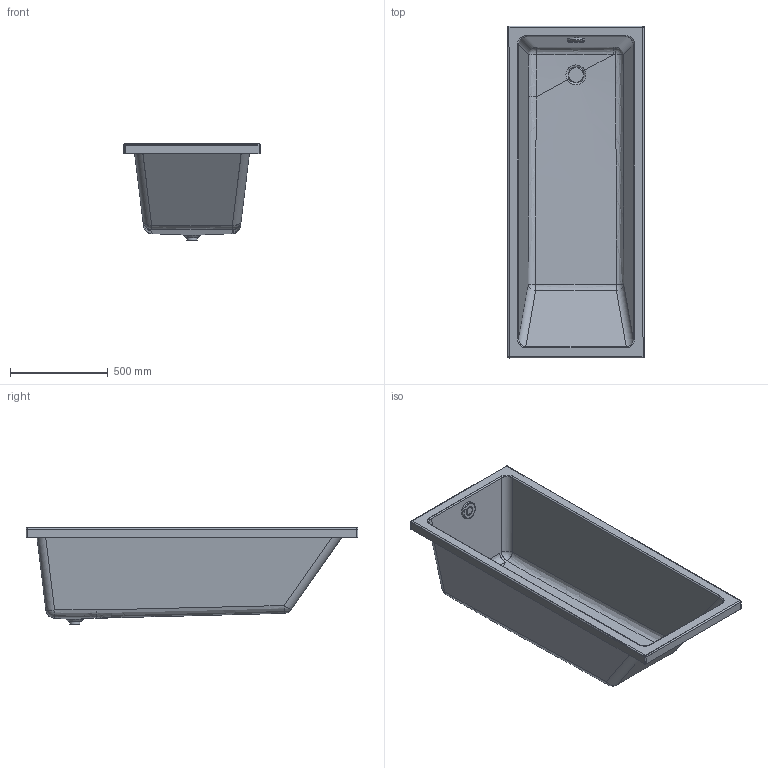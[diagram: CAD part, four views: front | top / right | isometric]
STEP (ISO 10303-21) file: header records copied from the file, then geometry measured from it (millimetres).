
FILE_DESCRIPTION((''),'2;1');
FILE_NAME('700411.stp','2017-07-26T11:02:13',('Administrator'),(''),'Autodesk Inventor 2011','Autodesk Inventor 2011','');
FILE_SCHEMA(('CONFIG_CONTROL_DESIGN'));
Length unit declared in the file: millimetre
Products named in the file (4): 700411; Kelch_Stopfen VERO BW Bgr; Überlaufventil VERO BW
Assembly tree (3 placements, depth 2):
  700411
    700411
    Kelch_Stopfen VERO BW Bgr
    Überlaufventil VERO BW
Bounding box: 700.24 x 1700.1 x 493.54 mm (x, y, z)
Volume: 13897253.4 mm3; surface area: 5612504.1 mm2
Topology: 4 solids, 4 shells, 127 faces, 260 edges, 146 vertices
Faces by surface type: cylinder 42, plane 31, bspline 27, sphere 16, torus 6, cone 5
Full cylindrical faces by diameter (mm): 36.84 x1, 38.514 x1, 43.521 x1, 46.011 x1, 49.116 x1, 51.749 x1, 52 x1, 81.711 x1, 87 x1, 89 x1
Entity records: 7597 total; most frequent: CARTESIAN_POINT 5013, DIRECTION 504, ORIENTED_EDGE 468, EDGE_CURVE 234, AXIS2_PLACEMENT_3D 214, EDGE_LOOP 160, VERTEX_POINT 142, FACE_OUTER_BOUND 127
